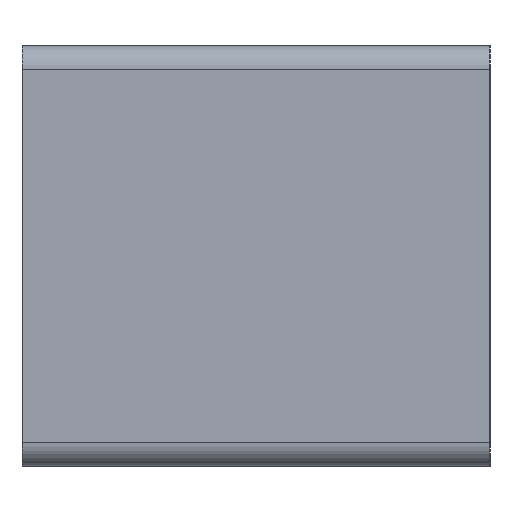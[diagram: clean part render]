
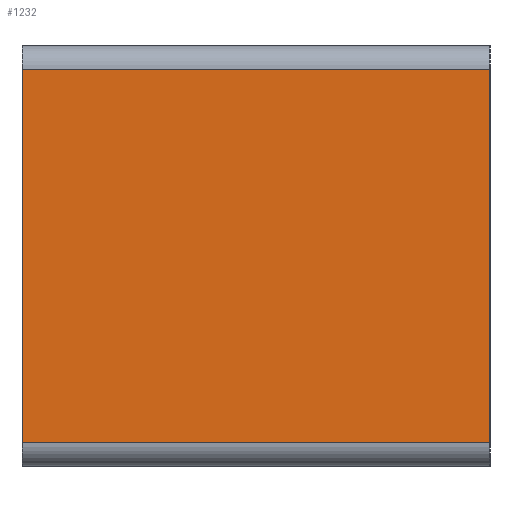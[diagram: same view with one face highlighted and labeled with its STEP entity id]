
A CAD part, left-side view. The second image highlights one B-rep face of the part: STEP entity #1232.
In plain terms, the highlighted planar face has unit normal (-1, 0, 0).
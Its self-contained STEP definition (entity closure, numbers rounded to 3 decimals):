
#897=CARTESIAN_POINT('',(-461.75,197.0,-79.75));
#898=VERTEX_POINT('',#897);
#916=CARTESIAN_POINT('',(-461.75,-3.0,-79.75));
#917=VERTEX_POINT('',#916);
#925=CARTESIAN_POINT('',(-461.75,-3.0,-79.75));
#926=DIRECTION('',(0.0,1.0,0.0));
#927=VECTOR('',#926,200.0);
#928=LINE('',#925,#927);
#929=EDGE_CURVE('',#917,#898,#928,.T.);
#982=CARTESIAN_POINT('',(-461.75,-3.0,79.75));
#983=VERTEX_POINT('',#982);
#991=CARTESIAN_POINT('',(-461.75,-3.0,79.75));
#992=DIRECTION('',(0.0,0.0,-1.0));
#993=VECTOR('',#992,159.5);
#994=LINE('',#991,#993);
#995=EDGE_CURVE('',#983,#917,#994,.T.);
#1162=CARTESIAN_POINT('',(-461.75,197.0,79.75));
#1163=VERTEX_POINT('',#1162);
#1171=CARTESIAN_POINT('',(-461.75,197.0,79.75));
#1172=DIRECTION('',(0.0,-1.0,0.0));
#1173=VECTOR('',#1172,200.0);
#1174=LINE('',#1171,#1173);
#1175=EDGE_CURVE('',#1163,#983,#1174,.T.);
#1216=CARTESIAN_POINT('',(-461.75,0.0,-89.75));
#1217=DIRECTION('',(-1.0,0.0,0.0));
#1218=DIRECTION('',(0.0,0.0,1.0));
#1219=AXIS2_PLACEMENT_3D('',#1216,#1217,#1218);
#1220=PLANE('',#1219);
#1221=ORIENTED_EDGE('',*,*,#929,.F.);
#1222=ORIENTED_EDGE('',*,*,#995,.F.);
#1223=ORIENTED_EDGE('',*,*,#1175,.F.);
#1224=CARTESIAN_POINT('',(-461.75,197.0,-79.75));
#1225=DIRECTION('',(0.0,0.0,1.0));
#1226=VECTOR('',#1225,159.5);
#1227=LINE('',#1224,#1226);
#1228=EDGE_CURVE('',#898,#1163,#1227,.T.);
#1229=ORIENTED_EDGE('',*,*,#1228,.F.);
#1230=EDGE_LOOP('',(#1221,#1222,#1223,#1229));
#1231=FACE_OUTER_BOUND('',#1230,.T.);
#1232=ADVANCED_FACE('',(#1231),#1220,.T.);
